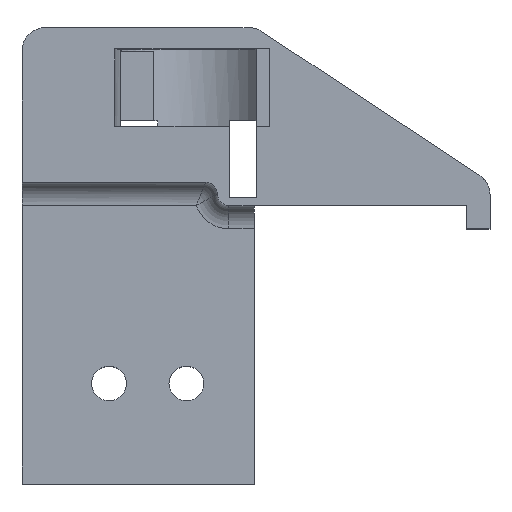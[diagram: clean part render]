
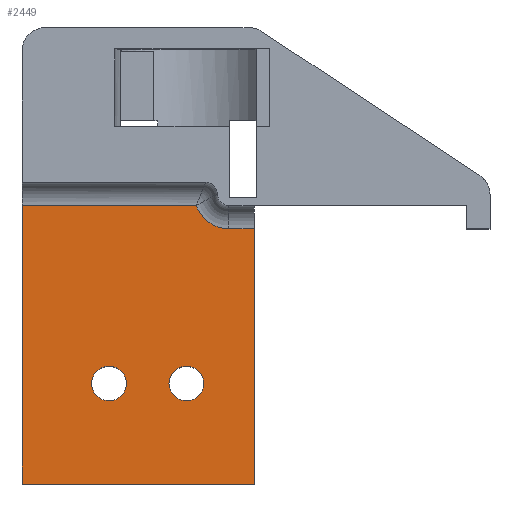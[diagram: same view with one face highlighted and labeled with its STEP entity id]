
A CAD part, top view. The second image highlights one B-rep face of the part: STEP entity #2449.
In plain terms, the highlighted planar face has unit normal (0, 0, 1).
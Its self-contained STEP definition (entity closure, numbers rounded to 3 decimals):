
#33 = VECTOR ( 'NONE', #1395, 1000. ) ;
#54 = EDGE_CURVE ( 'NONE', #2767, #1071, #3348, .T. ) ;
#74 = EDGE_CURVE ( 'NONE', #652, #2437, #820, .T. ) ;
#105 = VERTEX_POINT ( 'NONE', #3131 ) ;
#117 = PLANE ( 'NONE',  #388 ) ;
#122 = EDGE_CURVE ( 'NONE', #2437, #652, #181, .T. ) ;
#125 = CARTESIAN_POINT ( 'NONE',  ( -24.75, -23., 13.5 ) ) ;
#181 = CIRCLE ( 'NONE', #706, 2.25 ) ;
#200 = CARTESIAN_POINT ( 'NONE',  ( -17., -2.99, 13.5 ) ) ;
#294 = LINE ( 'NONE', #1379, #33 ) ;
#309 = CARTESIAN_POINT ( 'NONE',  ( -21.235, 0.01, 13.5 ) ) ;
#321 = DIRECTION ( 'NONE',  ( 1., 0., 0. ) ) ;
#337 = FACE_OUTER_BOUND ( 'NONE', #458, .T. ) ;
#388 = AXIS2_PLACEMENT_3D ( 'NONE', #2048, #3147, #3127 ) ;
#399 = CARTESIAN_POINT ( 'NONE',  ( -32.5, -23., 13.5 ) ) ;
#458 = EDGE_LOOP ( 'NONE', ( #2007, #811, #1332, #1324, #1164, #3130 ) ) ;
#461 = EDGE_CURVE ( 'NONE', #3064, #2767, #1354, .T. ) ;
#477 = DIRECTION ( 'NONE',  ( 0., 0., -1. ) ) ;
#573 = ORIENTED_EDGE ( 'NONE', *, *, #1056, .T. ) ;
#652 = VERTEX_POINT ( 'NONE', #2531 ) ;
#706 = AXIS2_PLACEMENT_3D ( 'NONE', #399, #925, #2055 ) ;
#720 = EDGE_CURVE ( 'NONE', #1071, #105, #2056, .T. ) ;
#811 = ORIENTED_EDGE ( 'NONE', *, *, #2294, .T. ) ;
#817 = DIRECTION ( 'NONE',  ( 0., -1., 0. ) ) ;
#820 = CIRCLE ( 'NONE', #1285, 2.25 ) ;
#840 = CARTESIAN_POINT ( 'NONE',  ( 0., 0.01, 13.5 ) ) ;
#864 = EDGE_LOOP ( 'NONE', ( #573, #3117 ) ) ;
#925 = DIRECTION ( 'NONE',  ( 0., 0., -1. ) ) ;
#938 = CARTESIAN_POINT ( 'NONE',  ( -13.75, -36., 13.5 ) ) ;
#955 = CARTESIAN_POINT ( 'NONE',  ( -22.5, -23., 13.5 ) ) ;
#1000 = CARTESIAN_POINT ( 'NONE',  ( -34.75, -23., 13.5 ) ) ;
#1056 = EDGE_CURVE ( 'NONE', #2160, #1895, #1701, .T. ) ;
#1071 = VERTEX_POINT ( 'NONE', #938 ) ;
#1164 = ORIENTED_EDGE ( 'NONE', *, *, #461, .T. ) ;
#1186 = DIRECTION ( 'NONE',  ( 0., 0., -1. ) ) ;
#1189 = EDGE_CURVE ( 'NONE', #3573, #3064, #2462, .T. ) ;
#1197 = DIRECTION ( 'NONE',  ( 0., 0., -1. ) ) ;
#1212 = FACE_BOUND ( 'NONE', #2457, .T. ) ;
#1233 = DIRECTION ( 'NONE',  ( -1., 0., 0. ) ) ;
#1270 = DIRECTION ( 'NONE',  ( 0., 1., 0. ) ) ;
#1285 = AXIS2_PLACEMENT_3D ( 'NONE', #2035, #1197, #1233 ) ;
#1324 = ORIENTED_EDGE ( 'NONE', *, *, #1189, .T. ) ;
#1332 = ORIENTED_EDGE ( 'NONE', *, *, #3056, .T. ) ;
#1354 = LINE ( 'NONE', #1638, #3176 ) ;
#1379 = CARTESIAN_POINT ( 'NONE',  ( 0., -2.99, 13.5 ) ) ;
#1395 = DIRECTION ( 'NONE',  ( -1., 0., 0. ) ) ;
#1435 = ORIENTED_EDGE ( 'NONE', *, *, #74, .T. ) ;
#1490 = CARTESIAN_POINT ( 'NONE',  ( -43.75, 0.01, 13.5 ) ) ;
#1638 = CARTESIAN_POINT ( 'NONE',  ( -43.75, 3., 13.5 ) ) ;
#1701 = CIRCLE ( 'NONE', #3029, 2.25 ) ;
#1710 = CARTESIAN_POINT ( 'NONE',  ( -43.75, -36., 13.5 ) ) ;
#1763 = FACE_BOUND ( 'NONE', #864, .T. ) ;
#1796 = ORIENTED_EDGE ( 'NONE', *, *, #122, .T. ) ;
#1801 = VECTOR ( 'NONE', #321, 1000. ) ;
#1895 = VERTEX_POINT ( 'NONE', #2593 ) ;
#1997 = CIRCLE ( 'NONE', #2297, 2.25 ) ;
#2007 = ORIENTED_EDGE ( 'NONE', *, *, #720, .T. ) ;
#2035 = CARTESIAN_POINT ( 'NONE',  ( -32.5, -23., 13.5 ) ) ;
#2048 = CARTESIAN_POINT ( 'NONE',  ( 0., 0., 13.5 ) ) ;
#2055 = DIRECTION ( 'NONE',  ( -1., 0., 0. ) ) ;
#2056 = LINE ( 'NONE', #3442, #2328 ) ;
#2143 = CARTESIAN_POINT ( 'NONE',  ( -22.5, -23., 13.5 ) ) ;
#2160 = VERTEX_POINT ( 'NONE', #125 ) ;
#2236 = CIRCLE ( 'NONE', #3152, 4.49 ) ;
#2294 = EDGE_CURVE ( 'NONE', #105, #3160, #294, .T. ) ;
#2297 = AXIS2_PLACEMENT_3D ( 'NONE', #2143, #2395, #2704 ) ;
#2328 = VECTOR ( 'NONE', #1270, 1000. ) ;
#2395 = DIRECTION ( 'NONE',  ( 0., 0., -1. ) ) ;
#2414 = DIRECTION ( 'NONE',  ( -1., 0., 0. ) ) ;
#2435 = CARTESIAN_POINT ( 'NONE',  ( -43.75, -36., 13.5 ) ) ;
#2437 = VERTEX_POINT ( 'NONE', #1000 ) ;
#2449 = ADVANCED_FACE ( 'NONE', ( #1763, #1212, #337 ), #117, .F. ) ;
#2457 = EDGE_LOOP ( 'NONE', ( #1796, #1435 ) ) ;
#2462 = LINE ( 'NONE', #840, #3256 ) ;
#2531 = CARTESIAN_POINT ( 'NONE',  ( -30.25, -23., 13.5 ) ) ;
#2593 = CARTESIAN_POINT ( 'NONE',  ( -20.25, -23., 13.5 ) ) ;
#2685 = EDGE_CURVE ( 'NONE', #1895, #2160, #1997, .T. ) ;
#2704 = DIRECTION ( 'NONE',  ( -1., 0., 0. ) ) ;
#2767 = VERTEX_POINT ( 'NONE', #2435 ) ;
#2808 = CARTESIAN_POINT ( 'NONE',  ( -17., 1.5, 13.5 ) ) ;
#3029 = AXIS2_PLACEMENT_3D ( 'NONE', #955, #477, #2414 ) ;
#3056 = EDGE_CURVE ( 'NONE', #3160, #3573, #2236, .T. ) ;
#3064 = VERTEX_POINT ( 'NONE', #1490 ) ;
#3117 = ORIENTED_EDGE ( 'NONE', *, *, #2685, .T. ) ;
#3127 = DIRECTION ( 'NONE',  ( -1., 0., 0. ) ) ;
#3130 = ORIENTED_EDGE ( 'NONE', *, *, #54, .T. ) ;
#3131 = CARTESIAN_POINT ( 'NONE',  ( -13.75, -2.99, 13.5 ) ) ;
#3141 = DIRECTION ( 'NONE',  ( -1., 0., 0. ) ) ;
#3147 = DIRECTION ( 'NONE',  ( 0., 0., -1. ) ) ;
#3152 = AXIS2_PLACEMENT_3D ( 'NONE', #2808, #1186, #3141 ) ;
#3160 = VERTEX_POINT ( 'NONE', #200 ) ;
#3176 = VECTOR ( 'NONE', #817, 1000. ) ;
#3256 = VECTOR ( 'NONE', #3555, 1000. ) ;
#3348 = LINE ( 'NONE', #1710, #1801 ) ;
#3442 = CARTESIAN_POINT ( 'NONE',  ( -13.75, -36., 13.5 ) ) ;
#3555 = DIRECTION ( 'NONE',  ( -1., 0., 0. ) ) ;
#3573 = VERTEX_POINT ( 'NONE', #309 ) ;
